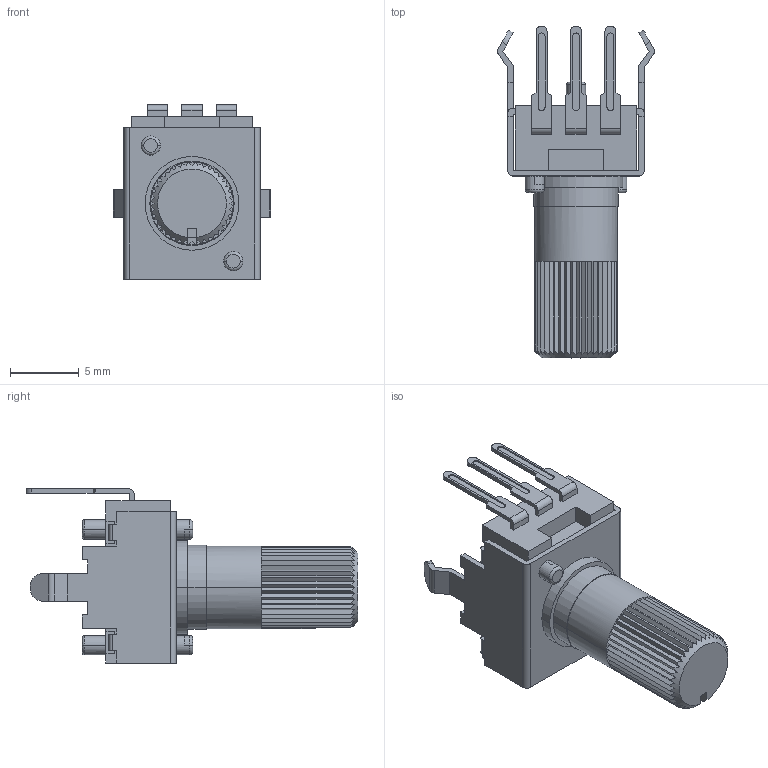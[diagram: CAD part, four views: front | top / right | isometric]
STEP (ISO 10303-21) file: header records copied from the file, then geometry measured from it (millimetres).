
FILE_DESCRIPTION((''),'2;1');
FILE_NAME('PTV09A-4020U','2021-09-02T',('acer'),(''),'PRO/ENGINEER BY PARAMETRIC TECHNOLOGY CORPORATION, 2008380','PRO/ENGINEER BY PARAMETRIC TECHNOLOGY CORPORATION, 2008380','');
FILE_SCHEMA(('CONFIG_CONTROL_DESIGN'));
Length unit declared in the file: millimetre
Products named in the file (1): PTV09A-4020U
Bounding box: 11.4 x 24.09 x 12.65 mm (x, y, z)
Volume: 782.1 mm3; surface area: 1435.2 mm2
Topology: 2 solids, 4 shells, 359 faces, 917 edges, 586 vertices
Faces by surface type: plane 289, cylinder 61, torus 8, cone 1
Entity records: 10837 total; most frequent: CARTESIAN_POINT 2109, ORIENTED_EDGE 1834, DIRECTION 1746, EDGE_CURVE 917, VECTOR 646, LINE 646, VERTEX_POINT 586, AXIS2_PLACEMENT_3D 550
